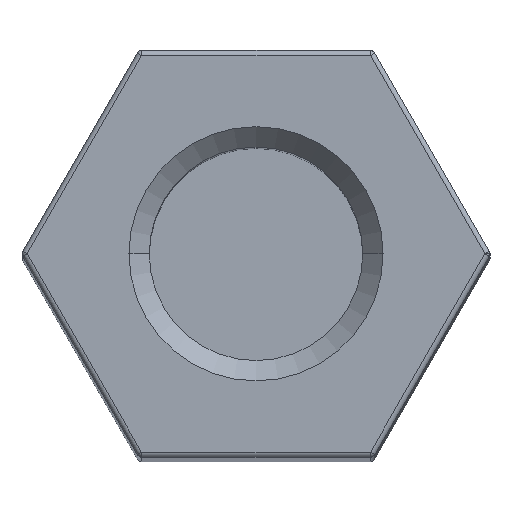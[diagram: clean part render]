
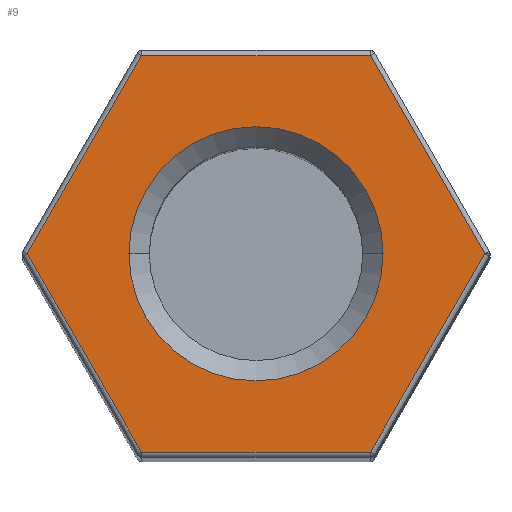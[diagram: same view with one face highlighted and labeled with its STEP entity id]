
A CAD part, top view. The second image highlights one B-rep face of the part: STEP entity #9.
In plain terms, the highlighted planar face has unit normal (0, 0, 1).
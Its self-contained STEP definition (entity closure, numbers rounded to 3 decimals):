
#9 = ADVANCED_FACE ( 'NONE', ( #54, #1243 ), #768, .T. ) ;
#41 = VECTOR ( 'NONE', #184, 1000. ) ;
#54 = FACE_OUTER_BOUND ( 'NONE', #283, .T. ) ;
#68 = DIRECTION ( 'NONE',  ( -0.5, -0.866, 0. ) ) ;
#78 = LINE ( 'NONE', #536, #582 ) ;
#79 = ORIENTED_EDGE ( 'NONE', *, *, #510, .T. ) ;
#184 = DIRECTION ( 'NONE',  ( -1., 0., 0. ) ) ;
#194 = VERTEX_POINT ( 'NONE', #503 ) ;
#195 = AXIS2_PLACEMENT_3D ( 'NONE', #796, #771, #803 ) ;
#197 = CARTESIAN_POINT ( 'NONE',  ( 4.532, 0.05, 50. ) ) ;
#206 = LINE ( 'NONE', #197, #1300 ) ;
#219 = DIRECTION ( 'NONE',  ( -0.5, 0.866, 0. ) ) ;
#283 = EDGE_LOOP ( 'NONE', ( #1078, #1011, #1303, #483, #586, #1158 ) ) ;
#315 = VECTOR ( 'NONE', #68, 1000. ) ;
#330 = CARTESIAN_POINT ( 'NONE',  ( 0., 0., 50. ) ) ;
#331 = VECTOR ( 'NONE', #219, 1000. ) ;
#336 = EDGE_CURVE ( 'NONE', #194, #864, #356, .T. ) ;
#349 = EDGE_CURVE ( 'NONE', #864, #551, #1153, .T. ) ;
#356 = LINE ( 'NONE', #854, #41 ) ;
#358 = EDGE_CURVE ( 'NONE', #551, #466, #78, .T. ) ;
#368 = EDGE_CURVE ( 'NONE', #466, #1093, #549, .T. ) ;
#393 = AXIS2_PLACEMENT_3D ( 'NONE', #330, #1069, #456 ) ;
#401 = EDGE_CURVE ( 'NONE', #1093, #1276, #206, .T. ) ;
#424 = DIRECTION ( 'NONE',  ( 0.5, -0.866, 0. ) ) ;
#434 = DIRECTION ( 'NONE',  ( 0.5, 0.866, 0. ) ) ;
#448 = CIRCLE ( 'NONE', #393, 2.5 ) ;
#456 = DIRECTION ( 'NONE',  ( 1., 0., 0. ) ) ;
#466 = VERTEX_POINT ( 'NONE', #1265 ) ;
#469 = VERTEX_POINT ( 'NONE', #878 ) ;
#483 = ORIENTED_EDGE ( 'NONE', *, *, #368, .T. ) ;
#488 = DIRECTION ( 'NONE',  ( 0., 0., -1. ) ) ;
#503 = CARTESIAN_POINT ( 'NONE',  ( 2.252, 3.9, 50. ) ) ;
#510 = EDGE_CURVE ( 'NONE', #730, #469, #448, .T. ) ;
#536 = CARTESIAN_POINT ( 'NONE',  ( -2.223, -3.95, 50. ) ) ;
#549 = LINE ( 'NONE', #1253, #872 ) ;
#551 = VERTEX_POINT ( 'NONE', #982 ) ;
#554 = EDGE_CURVE ( 'NONE', #1276, #194, #634, .T. ) ;
#582 = VECTOR ( 'NONE', #424, 1000. ) ;
#586 = ORIENTED_EDGE ( 'NONE', *, *, #401, .T. ) ;
#608 = CARTESIAN_POINT ( 'NONE',  ( 4.503, 0., 50. ) ) ;
#634 = LINE ( 'NONE', #1169, #331 ) ;
#643 = CARTESIAN_POINT ( 'NONE',  ( -4.532, -0.05, 50. ) ) ;
#651 = EDGE_CURVE ( 'NONE', #469, #730, #960, .T. ) ;
#652 = DIRECTION ( 'NONE',  ( 1., 0., 0. ) ) ;
#730 = VERTEX_POINT ( 'NONE', #735 ) ;
#735 = CARTESIAN_POINT ( 'NONE',  ( 2.5, 0., 50. ) ) ;
#768 = PLANE ( 'NONE',  #195 ) ;
#771 = DIRECTION ( 'NONE',  ( 0., 0., 1. ) ) ;
#796 = CARTESIAN_POINT ( 'NONE',  ( 4.619, 0., 50. ) ) ;
#803 = DIRECTION ( 'NONE',  ( 1., 0., 0. ) ) ;
#854 = CARTESIAN_POINT ( 'NONE',  ( -2.309, 3.9, 50. ) ) ;
#864 = VERTEX_POINT ( 'NONE', #955 ) ;
#871 = EDGE_LOOP ( 'NONE', ( #79, #1022 ) ) ;
#872 = VECTOR ( 'NONE', #652, 1000. ) ;
#878 = CARTESIAN_POINT ( 'NONE',  ( -2.5, 0., 50. ) ) ;
#896 = CARTESIAN_POINT ( 'NONE',  ( 2.252, -3.9, 50. ) ) ;
#955 = CARTESIAN_POINT ( 'NONE',  ( -2.252, 3.9, 50. ) ) ;
#960 = CIRCLE ( 'NONE', #1065, 2.5 ) ;
#982 = CARTESIAN_POINT ( 'NONE',  ( -4.503, 0., 50. ) ) ;
#1011 = ORIENTED_EDGE ( 'NONE', *, *, #349, .T. ) ;
#1022 = ORIENTED_EDGE ( 'NONE', *, *, #651, .T. ) ;
#1065 = AXIS2_PLACEMENT_3D ( 'NONE', #1103, #488, #1205 ) ;
#1069 = DIRECTION ( 'NONE',  ( 0., 0., -1. ) ) ;
#1078 = ORIENTED_EDGE ( 'NONE', *, *, #336, .T. ) ;
#1093 = VERTEX_POINT ( 'NONE', #896 ) ;
#1103 = CARTESIAN_POINT ( 'NONE',  ( 0., 0., 50. ) ) ;
#1153 = LINE ( 'NONE', #643, #315 ) ;
#1158 = ORIENTED_EDGE ( 'NONE', *, *, #554, .T. ) ;
#1169 = CARTESIAN_POINT ( 'NONE',  ( 2.223, 3.95, 50. ) ) ;
#1205 = DIRECTION ( 'NONE',  ( 1., 0., 0. ) ) ;
#1243 = FACE_BOUND ( 'NONE', #871, .T. ) ;
#1253 = CARTESIAN_POINT ( 'NONE',  ( 2.309, -3.9, 50. ) ) ;
#1265 = CARTESIAN_POINT ( 'NONE',  ( -2.252, -3.9, 50. ) ) ;
#1276 = VERTEX_POINT ( 'NONE', #608 ) ;
#1300 = VECTOR ( 'NONE', #434, 1000. ) ;
#1303 = ORIENTED_EDGE ( 'NONE', *, *, #358, .T. ) ;
